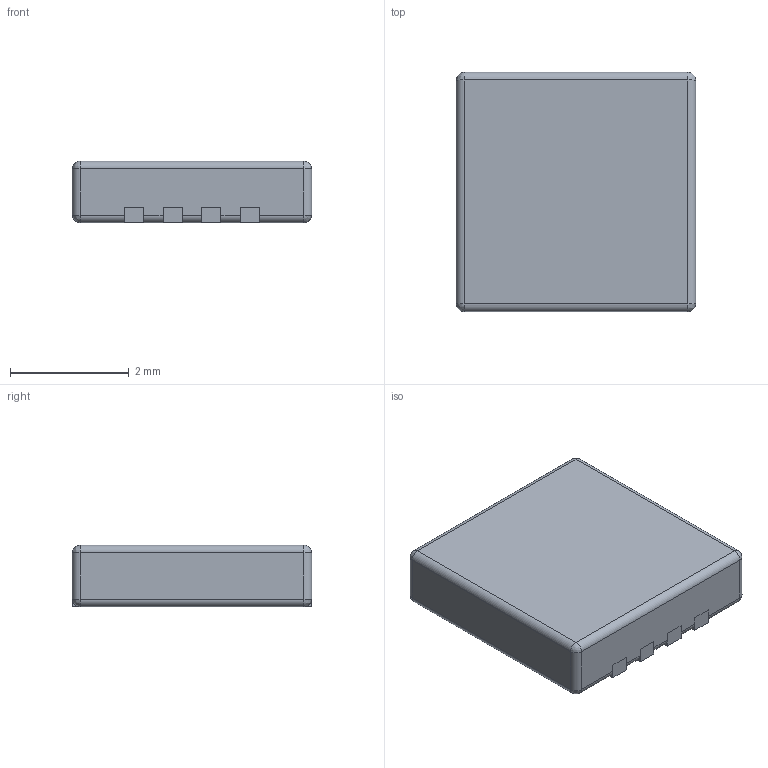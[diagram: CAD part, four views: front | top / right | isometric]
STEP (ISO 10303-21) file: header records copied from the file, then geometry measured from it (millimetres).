
FILE_DESCRIPTION (( 'STEP AP203' ), '1' );
FILE_NAME ('MO-229W3030D-1_4000.step', '2019-10-07T21:34:23', ( '' ), ( '' ), 'SwSTEP 2.0', 'SolidWorks 2017', '' );
FILE_SCHEMA (( 'CONFIG_CONTROL_DESIGN' ));
Length unit declared in the file: millimetre
Products named in the file (1): MO-229W3030D-1_4000
Bounding box: 4.03 x 4.03 x 1.04 mm (x, y, z)
Volume: 16.8 mm3; surface area: 71.4 mm2
Topology: 10 solids, 10 shells, 125 faces, 296 edges, 184 vertices
Faces by surface type: plane 81, cylinder 36, bspline 8
Entity records: 3661 total; most frequent: CARTESIAN_POINT 730, DIRECTION 596, ORIENTED_EDGE 576, EDGE_CURVE 288, LINE 216, VECTOR 216, AXIS2_PLACEMENT_3D 190, VERTEX_POINT 184
